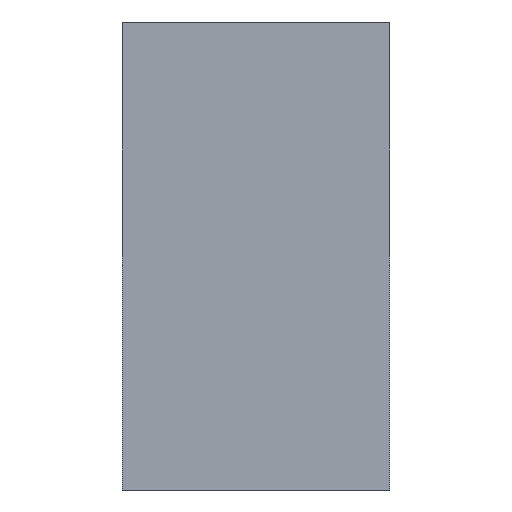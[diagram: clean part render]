
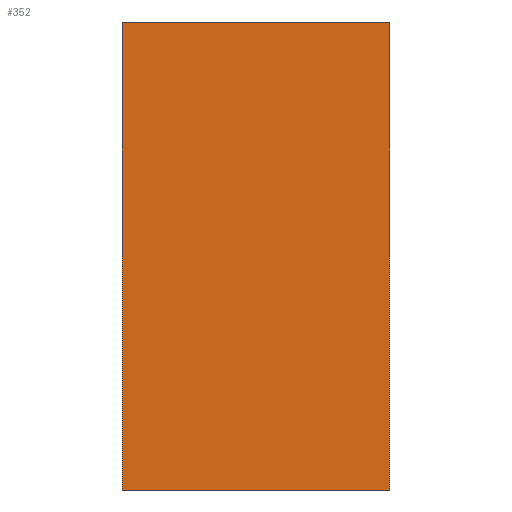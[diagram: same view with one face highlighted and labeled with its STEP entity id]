
A CAD part, front view. The second image highlights one B-rep face of the part: STEP entity #352.
In plain terms, the highlighted planar face has unit normal (0, -1, 0).
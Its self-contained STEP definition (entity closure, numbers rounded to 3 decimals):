
#26=FACE_OUTER_BOUND('',#44,.T.);
#44=EDGE_LOOP('',(#280,#281,#282,#283));
#87=LINE('',#561,#135);
#89=LINE('',#565,#137);
#90=LINE('',#567,#138);
#91=LINE('',#568,#139);
#135=VECTOR('',#458,10.);
#137=VECTOR('',#462,10.);
#138=VECTOR('',#463,10.);
#139=VECTOR('',#464,10.);
#174=VERTEX_POINT('',#558);
#175=VERTEX_POINT('',#560);
#176=VERTEX_POINT('',#564);
#177=VERTEX_POINT('',#566);
#215=EDGE_CURVE('',#175,#174,#87,.T.);
#217=EDGE_CURVE('',#174,#176,#89,.T.);
#218=EDGE_CURVE('',#176,#177,#90,.T.);
#219=EDGE_CURVE('',#177,#175,#91,.T.);
#280=ORIENTED_EDGE('',*,*,#215,.T.);
#281=ORIENTED_EDGE('',*,*,#217,.T.);
#282=ORIENTED_EDGE('',*,*,#218,.T.);
#283=ORIENTED_EDGE('',*,*,#219,.T.);
#334=PLANE('',#393);
#352=ADVANCED_FACE('',(#26),#334,.T.);
#393=AXIS2_PLACEMENT_3D('',#563,#460,#461);
#458=DIRECTION('',(-1.,0.,0.));
#460=DIRECTION('center_axis',(0.,-1.,0.));
#461=DIRECTION('ref_axis',(0.,0.,-1.));
#462=DIRECTION('',(0.,0.,-1.));
#463=DIRECTION('',(1.,0.,0.));
#464=DIRECTION('',(0.,0.,1.));
#558=CARTESIAN_POINT('',(-320.,-610.,900.));
#560=CARTESIAN_POINT('',(320.,-610.,900.));
#561=CARTESIAN_POINT('',(300.,-610.,900.));
#563=CARTESIAN_POINT('Origin',(-10.,-610.,340.));
#564=CARTESIAN_POINT('',(-320.,-610.,-220.));
#565=CARTESIAN_POINT('',(-320.,-610.,900.));
#566=CARTESIAN_POINT('',(320.,-610.,-220.));
#567=CARTESIAN_POINT('',(-320.,-610.,-220.));
#568=CARTESIAN_POINT('',(320.,-610.,-220.));
